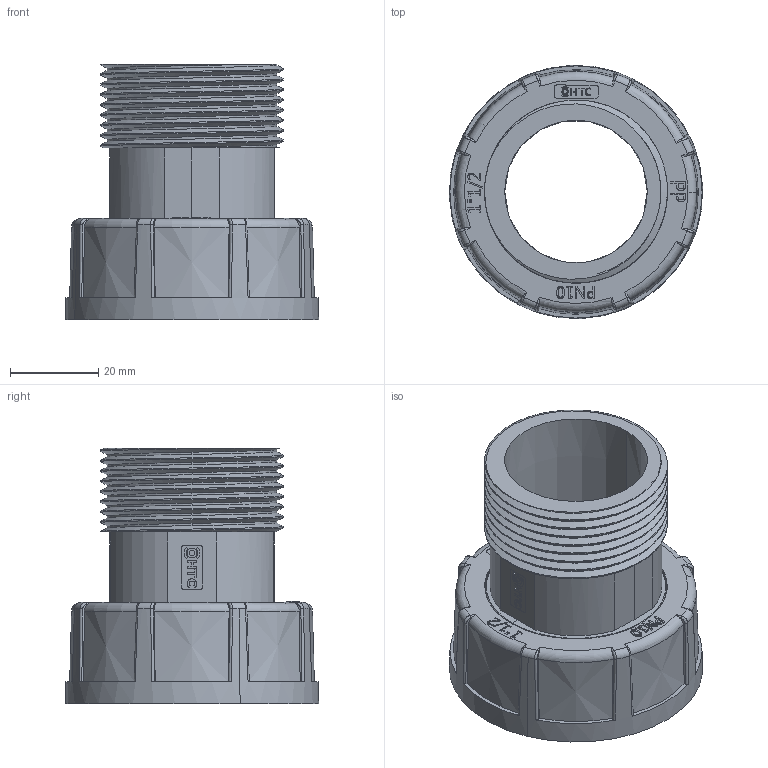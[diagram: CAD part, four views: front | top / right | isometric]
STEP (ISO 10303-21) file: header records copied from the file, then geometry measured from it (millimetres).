
FILE_DESCRIPTION (( 'STEP AP214' ), '1' );
FILE_NAME ('蚾饜极 1 1-4.STEP', '2025-07-08T05:43:28', ( '' ), ( '' ), 'SwSTEP 2.0', 'SolidWorks 2023', '' );
FILE_SCHEMA (( 'AUTOMOTIVE_DESIGN' ));
Length unit declared in the file: millimetre
Products named in the file (4): PF0606 1 1-4; 装配体 1 1-4; 2023-091; 螺帽2
Assembly tree (3 placements, depth 2):
  装配体 1 1-4
    PF0606 1 1-4
    2023-091
    螺帽2
Bounding box: 57.45 x 57.45 x 58.01 mm (x, y, z)
Volume: 39177.9 mm3; surface area: 27240.1 mm2
Topology: 3 solids, 3 shells, 778 faces, 2036 edges, 1334 vertices
Faces by surface type: plane 404, cylinder 176, bspline 110, cone 52, torus 31, sphere 5
Entity records: 32488 total; most frequent: CARTESIAN_POINT 14741, ORIENTED_EDGE 4060, DIRECTION 3048, EDGE_CURVE 2030, VERTEX_POINT 1333, AXIS2_PLACEMENT_3D 1055, VECTOR 938, LINE 938
